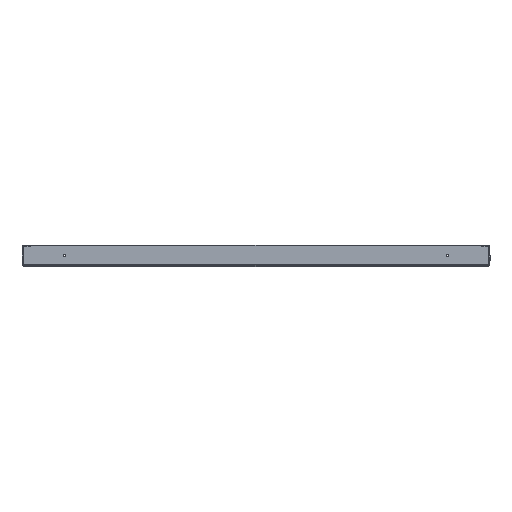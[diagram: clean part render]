
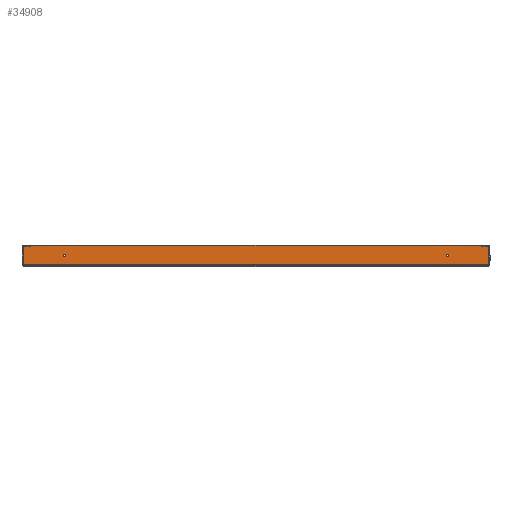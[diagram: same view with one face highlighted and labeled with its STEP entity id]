
A CAD part, front view. The second image highlights one B-rep face of the part: STEP entity #34908.
In plain terms, the highlighted planar face has unit normal (0, -1, 0).
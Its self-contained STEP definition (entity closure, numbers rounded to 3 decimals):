
#18 = CIRCLE ( 'NONE', #71219, 3. ) ;
#45 = FACE_BOUND ( 'NONE', #10483, .T. ) ;
#2206 = EDGE_CURVE ( 'NONE', #57367, #9066, #18, .T. ) ;
#5728 = DIRECTION ( 'NONE',  ( 0., 0., 1. ) ) ;
#5862 = CIRCLE ( 'NONE', #48127, 3. ) ;
#7221 = FACE_OUTER_BOUND ( 'NONE', #64621, .T. ) ;
#7653 = EDGE_CURVE ( 'NONE', #29376, #10911, #48504, .T. ) ;
#8225 = CARTESIAN_POINT ( 'NONE',  ( 546.929, -900., 46. ) ) ;
#9066 = VERTEX_POINT ( 'NONE', #48103 ) ;
#10483 = EDGE_LOOP ( 'NONE', ( #67955, #72032 ) ) ;
#10911 = VERTEX_POINT ( 'NONE', #35956 ) ;
#11390 = DIRECTION ( 'NONE',  ( 0., 1., 0. ) ) ;
#11732 = CARTESIAN_POINT ( 'NONE',  ( -550., -900., 3. ) ) ;
#11901 = DIRECTION ( 'NONE',  ( 0., -1., 0. ) ) ;
#15083 = EDGE_CURVE ( 'NONE', #9066, #57367, #5862, .T. ) ;
#15519 = DIRECTION ( 'NONE',  ( 0., 0., 1. ) ) ;
#16971 = VERTEX_POINT ( 'NONE', #71173 ) ;
#17226 = ORIENTED_EDGE ( 'NONE', *, *, #48987, .T. ) ;
#18020 = AXIS2_PLACEMENT_3D ( 'NONE', #70398, #65486, #49552 ) ;
#18932 = EDGE_CURVE ( 'NONE', #24054, #29376, #32801, .T. ) ;
#20339 = CIRCLE ( 'NONE', #31251, 3. ) ;
#21209 = ORIENTED_EDGE ( 'NONE', *, *, #2206, .T. ) ;
#23372 = ORIENTED_EDGE ( 'NONE', *, *, #18932, .T. ) ;
#24054 = VERTEX_POINT ( 'NONE', #43776 ) ;
#25409 = CIRCLE ( 'NONE', #50769, 1. ) ;
#25670 = LINE ( 'NONE', #65026, #29361 ) ;
#26109 = CARTESIAN_POINT ( 'NONE',  ( -450., -900., 23.5 ) ) ;
#26790 = AXIS2_PLACEMENT_3D ( 'NONE', #52382, #11901, #58795 ) ;
#28000 = DIRECTION ( 'NONE',  ( -1., 0., 0. ) ) ;
#28488 = DIRECTION ( 'NONE',  ( 0., 0., 1. ) ) ;
#28797 = FACE_BOUND ( 'NONE', #52822, .T. ) ;
#28874 = VERTEX_POINT ( 'NONE', #30429 ) ;
#29361 = VECTOR ( 'NONE', #52949, 1000. ) ;
#29376 = VERTEX_POINT ( 'NONE', #8225 ) ;
#30429 = CARTESIAN_POINT ( 'NONE',  ( -546.929, -900., 46. ) ) ;
#30529 = CARTESIAN_POINT ( 'NONE',  ( -545.929, -900., 47. ) ) ;
#30816 = CARTESIAN_POINT ( 'NONE',  ( 0., -900., 47. ) ) ;
#31172 = DIRECTION ( 'NONE',  ( -1., 0., 0. ) ) ;
#31251 = AXIS2_PLACEMENT_3D ( 'NONE', #26109, #55227, #15519 ) ;
#32720 = DIRECTION ( 'NONE',  ( 0., 1., 0. ) ) ;
#32801 = LINE ( 'NONE', #69709, #65855 ) ;
#33957 = CARTESIAN_POINT ( 'NONE',  ( -545.929, -900., 46. ) ) ;
#33964 = VERTEX_POINT ( 'NONE', #44502 ) ;
#34908 = ADVANCED_FACE ( 'NONE', ( #45, #28797, #7221 ), #40512, .F. ) ;
#35956 = CARTESIAN_POINT ( 'NONE',  ( 545.929, -900., 47. ) ) ;
#36763 = EDGE_CURVE ( 'NONE', #16971, #33964, #20339, .T. ) ;
#37268 = CARTESIAN_POINT ( 'NONE',  ( 450., -900., 23.5 ) ) ;
#37631 = EDGE_CURVE ( 'NONE', #33964, #16971, #73554, .T. ) ;
#38095 = DIRECTION ( 'NONE',  ( 0., 0., 1. ) ) ;
#38372 = VERTEX_POINT ( 'NONE', #30529 ) ;
#40512 = PLANE ( 'NONE',  #66228 ) ;
#42117 = ORIENTED_EDGE ( 'NONE', *, *, #51892, .F. ) ;
#43776 = CARTESIAN_POINT ( 'NONE',  ( 546.929, -900., 3. ) ) ;
#44502 = CARTESIAN_POINT ( 'NONE',  ( -450., -900., 26.5 ) ) ;
#46577 = CARTESIAN_POINT ( 'NONE',  ( 0., -900., 0. ) ) ;
#47002 = VECTOR ( 'NONE', #28000, 1000. ) ;
#48103 = CARTESIAN_POINT ( 'NONE',  ( 450., -900., 20.5 ) ) ;
#48127 = AXIS2_PLACEMENT_3D ( 'NONE', #37268, #32720, #61473 ) ;
#48504 = CIRCLE ( 'NONE', #26790, 1. ) ;
#48657 = VERTEX_POINT ( 'NONE', #65419 ) ;
#48987 = EDGE_CURVE ( 'NONE', #38372, #28874, #25409, .T. ) ;
#49260 = ORIENTED_EDGE ( 'NONE', *, *, #57456, .T. ) ;
#49552 = DIRECTION ( 'NONE',  ( 0., 0., 1. ) ) ;
#50769 = AXIS2_PLACEMENT_3D ( 'NONE', #33957, #61970, #62341 ) ;
#51250 = CARTESIAN_POINT ( 'NONE',  ( 450., -900., 26.5 ) ) ;
#51892 = EDGE_CURVE ( 'NONE', #24054, #48657, #62808, .T. ) ;
#52382 = CARTESIAN_POINT ( 'NONE',  ( 545.929, -900., 46. ) ) ;
#52822 = EDGE_LOOP ( 'NONE', ( #21209, #63575 ) ) ;
#52949 = DIRECTION ( 'NONE',  ( 0., 0., 1. ) ) ;
#53693 = ORIENTED_EDGE ( 'NONE', *, *, #7653, .T. ) ;
#55227 = DIRECTION ( 'NONE',  ( 0., 1., 0. ) ) ;
#55717 = ORIENTED_EDGE ( 'NONE', *, *, #66237, .F. ) ;
#57367 = VERTEX_POINT ( 'NONE', #51250 ) ;
#57456 = EDGE_CURVE ( 'NONE', #10911, #38372, #65603, .T. ) ;
#58355 = DIRECTION ( 'NONE',  ( 0., 1., 0. ) ) ;
#58795 = DIRECTION ( 'NONE',  ( 0., 0., 1. ) ) ;
#61473 = DIRECTION ( 'NONE',  ( 0., 0., 1. ) ) ;
#61709 = VECTOR ( 'NONE', #31172, 1000. ) ;
#61970 = DIRECTION ( 'NONE',  ( 0., -1., 0. ) ) ;
#62341 = DIRECTION ( 'NONE',  ( 0., 0., 1. ) ) ;
#62538 = CARTESIAN_POINT ( 'NONE',  ( 450., -900., 23.5 ) ) ;
#62808 = LINE ( 'NONE', #11732, #47002 ) ;
#63575 = ORIENTED_EDGE ( 'NONE', *, *, #15083, .T. ) ;
#64621 = EDGE_LOOP ( 'NONE', ( #49260, #17226, #55717, #42117, #23372, #53693 ) ) ;
#65026 = CARTESIAN_POINT ( 'NONE',  ( -546.929, -900., 0. ) ) ;
#65419 = CARTESIAN_POINT ( 'NONE',  ( -546.929, -900., 3. ) ) ;
#65486 = DIRECTION ( 'NONE',  ( 0., 1., 0. ) ) ;
#65603 = LINE ( 'NONE', #30816, #61709 ) ;
#65855 = VECTOR ( 'NONE', #38095, 1000. ) ;
#66228 = AXIS2_PLACEMENT_3D ( 'NONE', #46577, #11390, #5728 ) ;
#66237 = EDGE_CURVE ( 'NONE', #48657, #28874, #25670, .T. ) ;
#67955 = ORIENTED_EDGE ( 'NONE', *, *, #37631, .T. ) ;
#69709 = CARTESIAN_POINT ( 'NONE',  ( 546.929, -900., 0. ) ) ;
#70398 = CARTESIAN_POINT ( 'NONE',  ( -450., -900., 23.5 ) ) ;
#71173 = CARTESIAN_POINT ( 'NONE',  ( -450., -900., 20.5 ) ) ;
#71219 = AXIS2_PLACEMENT_3D ( 'NONE', #62538, #58355, #28488 ) ;
#72032 = ORIENTED_EDGE ( 'NONE', *, *, #36763, .T. ) ;
#73554 = CIRCLE ( 'NONE', #18020, 3. ) ;
